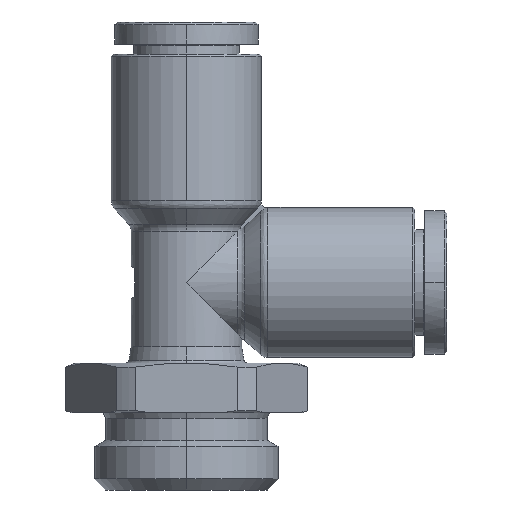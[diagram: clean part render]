
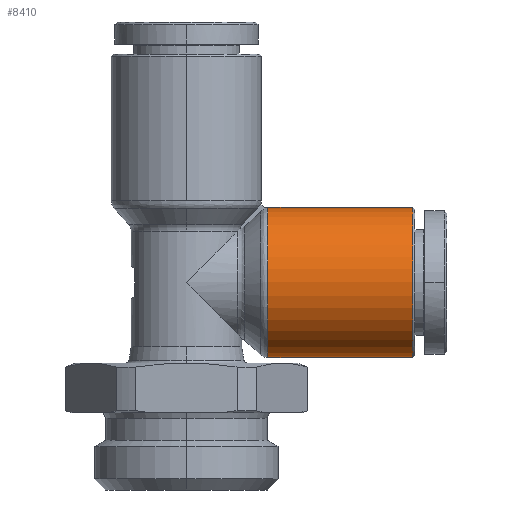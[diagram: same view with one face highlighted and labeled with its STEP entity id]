
A CAD part, front view. The second image highlights one B-rep face of the part: STEP entity #8410.
In plain terms, the highlighted cylindrical face has radius 6.8 mm (diameter 13.6 mm), a partial arc.
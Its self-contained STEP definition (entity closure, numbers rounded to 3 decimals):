
#28 = AXIS2_PLACEMENT_3D ( 'NONE', #2404, #27925, #4435 ) ;
#300 = AXIS2_PLACEMENT_3D ( 'NONE', #10132, #14731, #26209 ) ;
#2404 = CARTESIAN_POINT ( 'NONE',  ( 5.528, 0., 0. ) ) ;
#2495 = CIRCLE ( 'NONE', #27879, 6.8 ) ;
#3493 = EDGE_LOOP ( 'NONE', ( #23992, #25888, #10010, #3895 ) ) ;
#3774 = VERTEX_POINT ( 'NONE', #12987 ) ;
#3895 = ORIENTED_EDGE ( 'NONE', *, *, #13061, .T. ) ;
#4435 = DIRECTION ( 'NONE',  ( 0., 0., -1. ) ) ;
#6802 = FACE_OUTER_BOUND ( 'NONE', #3493, .T. ) ;
#7743 = CARTESIAN_POINT ( 'NONE',  ( -0.089, 0., 0. ) ) ;
#8410 = ADVANCED_FACE ( 'NONE', ( #6802 ), #8665, .T. ) ;
#8665 = CYLINDRICAL_SURFACE ( 'NONE', #28, 6.8 ) ;
#8702 = CARTESIAN_POINT ( 'NONE',  ( 13.028, 0., -6.8 ) ) ;
#8788 = CARTESIAN_POINT ( 'NONE',  ( 5.528, 0., -6.8 ) ) ;
#10010 = ORIENTED_EDGE ( 'NONE', *, *, #14771, .T. ) ;
#10035 = CIRCLE ( 'NONE', #300, 6.8 ) ;
#10043 = CARTESIAN_POINT ( 'NONE',  ( 13.028, 0., 6.8 ) ) ;
#10132 = CARTESIAN_POINT ( 'NONE',  ( 13.028, 0., 0. ) ) ;
#11942 = EDGE_CURVE ( 'NONE', #18629, #3774, #2495, .T. ) ;
#12430 = DIRECTION ( 'NONE',  ( -1., 0., 0. ) ) ;
#12987 = CARTESIAN_POINT ( 'NONE',  ( -0.089, 0., 6.8 ) ) ;
#13061 = EDGE_CURVE ( 'NONE', #25608, #18389, #10035, .T. ) ;
#13596 = CARTESIAN_POINT ( 'NONE',  ( 5.528, 0., 6.8 ) ) ;
#14731 = DIRECTION ( 'NONE',  ( -1., 0., 0. ) ) ;
#14771 = EDGE_CURVE ( 'NONE', #18629, #25608, #15008, .T. ) ;
#15008 = LINE ( 'NONE', #8788, #22906 ) ;
#15669 = VECTOR ( 'NONE', #15963, 1000. ) ;
#15963 = DIRECTION ( 'NONE',  ( 1., 0., 0. ) ) ;
#18389 = VERTEX_POINT ( 'NONE', #10043 ) ;
#18629 = VERTEX_POINT ( 'NONE', #24405 ) ;
#18862 = EDGE_CURVE ( 'NONE', #3774, #18389, #21768, .T. ) ;
#21768 = LINE ( 'NONE', #13596, #15669 ) ;
#22906 = VECTOR ( 'NONE', #27282, 1000. ) ;
#23850 = DIRECTION ( 'NONE',  ( 0., 0., -1. ) ) ;
#23992 = ORIENTED_EDGE ( 'NONE', *, *, #18862, .F. ) ;
#24405 = CARTESIAN_POINT ( 'NONE',  ( -0.089, 0., -6.8 ) ) ;
#25608 = VERTEX_POINT ( 'NONE', #8702 ) ;
#25888 = ORIENTED_EDGE ( 'NONE', *, *, #11942, .F. ) ;
#26209 = DIRECTION ( 'NONE',  ( 0., 0., -1. ) ) ;
#27282 = DIRECTION ( 'NONE',  ( 1., 0., 0. ) ) ;
#27879 = AXIS2_PLACEMENT_3D ( 'NONE', #7743, #12430, #23850 ) ;
#27925 = DIRECTION ( 'NONE',  ( 1., 0., 0. ) ) ;
